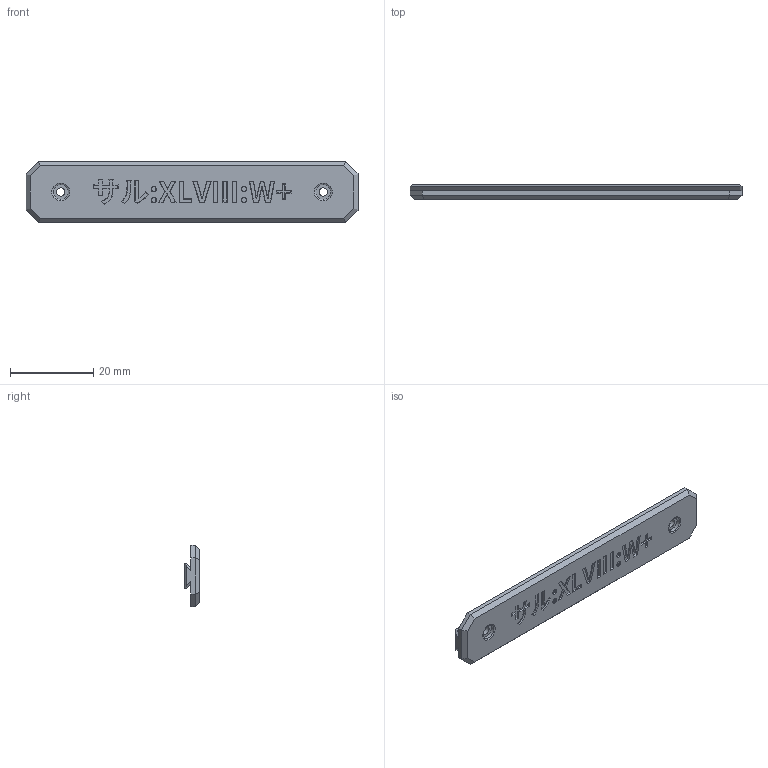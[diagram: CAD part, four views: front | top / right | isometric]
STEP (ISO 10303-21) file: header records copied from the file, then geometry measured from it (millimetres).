
FILE_DESCRIPTION(/* description */ ('STEP AP242','CAx-IF Rec.Pracs.---Representation and Presentation of Product Manufacturing Information (PMI)---4.0---2014-10-13','CAx-IF Rec.Pracs.---3D Tessellated Geometry---0.4---2014-09-14','2;1'),/* implementation_level */ '2;1');
FILE_NAME(/* name */ '659fa461ab4d6a061adaf476',/* time_stamp */ '2024-01-11T08:18:42Z',/* author */ (''),/* organization */ (''),/* preprocessor_version */ 'ST-DEVELOPER v19.4',/* originating_system */ ' ',/* authorisation */ ' ');
FILE_SCHEMA (('AP242_MANAGED_MODEL_BASED_3D_ENGINEERING_MIM_LF { 1 0 10303 442 1 1 4 }'));
Length unit declared in the file: metre
Products named in the file (1): Badge
Bounding box: 80 x 3.5 x 14.7 mm (x, y, z)
Volume: 2791.7 mm3; surface area: 3165.4 mm2
Topology: 1 solids, 1 shells, 200 faces, 535 edges, 354 vertices
Faces by surface type: plane 142, bspline 52, cylinder 4, cone 2
Full cylindrical faces by diameter (mm): 2 x2, 3.6 x2
Entity records: 6857 total; most frequent: CARTESIAN_POINT 2308, ORIENTED_EDGE 1054, DIRECTION 684, EDGE_CURVE 527, LINE 366, VECTOR 366, VERTEX_POINT 352, EDGE_LOOP 227
